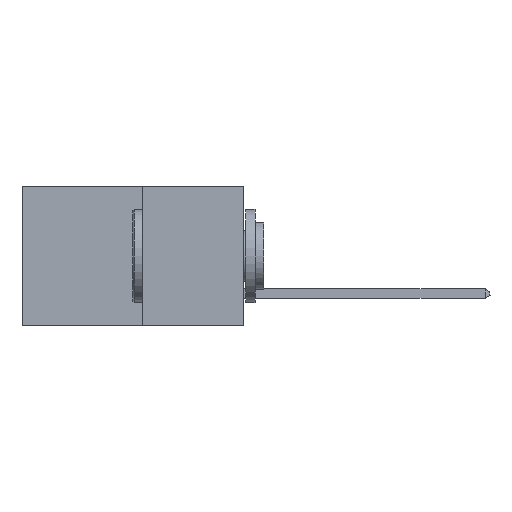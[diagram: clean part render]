
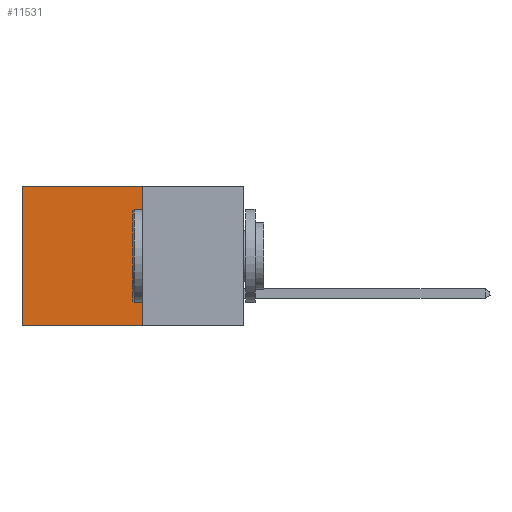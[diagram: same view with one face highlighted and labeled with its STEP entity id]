
A CAD part, left-side view. The second image highlights one B-rep face of the part: STEP entity #11531.
In plain terms, the highlighted planar face has unit normal (-1, 0, 0).
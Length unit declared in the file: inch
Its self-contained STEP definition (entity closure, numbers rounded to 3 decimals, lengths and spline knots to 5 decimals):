
#421 = ORIENTED_EDGE ( 'NONE', *, *, #16567, .T. ) ;
#1316 = VERTEX_POINT ( 'NONE', #17220 ) ;
#1460 = EDGE_CURVE ( 'NONE', #10292, #22846, #25957, .T. ) ;
#1518 = EDGE_LOOP ( 'NONE', ( #421, #8994, #8400, #19854 ) ) ;
#3782 = VECTOR ( 'NONE', #5554, 39.37008 ) ;
#4571 = CARTESIAN_POINT ( 'NONE',  ( 0.277, 0.59, -0.37 ) ) ;
#4959 = DIRECTION ( 'NONE',  ( 1., 0., 0. ) ) ;
#5554 = DIRECTION ( 'NONE',  ( 0., 0., -1. ) ) ;
#8400 = ORIENTED_EDGE ( 'NONE', *, *, #17705, .F. ) ;
#8994 = ORIENTED_EDGE ( 'NONE', *, *, #1460, .F. ) ;
#9638 = LINE ( 'NONE', #21485, #14592 ) ;
#9991 = LINE ( 'NONE', #22205, #3782 ) ;
#10292 = VERTEX_POINT ( 'NONE', #11419 ) ;
#10620 = AXIS2_PLACEMENT_3D ( 'NONE', #17500, #4959, #19585 ) ;
#11109 = DIRECTION ( 'NONE',  ( 0., 1., 0. ) ) ;
#11180 = PLANE ( 'NONE',  #10620 ) ;
#11419 = CARTESIAN_POINT ( 'NONE',  ( 0.277, 0.27, -0.37 ) ) ;
#11531 = ADVANCED_FACE ( 'NONE', ( #18700 ), #11180, .F. ) ;
#11719 = VECTOR ( 'NONE', #16245, 39.37008 ) ;
#14592 = VECTOR ( 'NONE', #11109, 39.37008 ) ;
#15206 = VECTOR ( 'NONE', #25796, 39.37008 ) ;
#16245 = DIRECTION ( 'NONE',  ( 0., 0., -1. ) ) ;
#16567 = EDGE_CURVE ( 'NONE', #1316, #22846, #22720, .T. ) ;
#17220 = CARTESIAN_POINT ( 'NONE',  ( 0.277, 0.59, 0. ) ) ;
#17500 = CARTESIAN_POINT ( 'NONE',  ( 0.277, 0.27, -0.37 ) ) ;
#17705 = EDGE_CURVE ( 'NONE', #22036, #10292, #9991, .T. ) ;
#18321 = CARTESIAN_POINT ( 'NONE',  ( 0.277, 0.59, -0.37 ) ) ;
#18700 = FACE_OUTER_BOUND ( 'NONE', #1518, .T. ) ;
#19585 = DIRECTION ( 'NONE',  ( 0., 0., -1. ) ) ;
#19854 = ORIENTED_EDGE ( 'NONE', *, *, #24084, .T. ) ;
#21485 = CARTESIAN_POINT ( 'NONE',  ( 0.277, 0.27, 0. ) ) ;
#22036 = VERTEX_POINT ( 'NONE', #24575 ) ;
#22205 = CARTESIAN_POINT ( 'NONE',  ( 0.277, 0.27, -0.37 ) ) ;
#22720 = LINE ( 'NONE', #18321, #11719 ) ;
#22846 = VERTEX_POINT ( 'NONE', #4571 ) ;
#24084 = EDGE_CURVE ( 'NONE', #22036, #1316, #9638, .T. ) ;
#24575 = CARTESIAN_POINT ( 'NONE',  ( 0.277, 0.27, 0. ) ) ;
#25796 = DIRECTION ( 'NONE',  ( 0., 1., 0. ) ) ;
#25957 = LINE ( 'NONE', #25968, #15206 ) ;
#25968 = CARTESIAN_POINT ( 'NONE',  ( 0.277, 0.27, -0.37 ) ) ;
